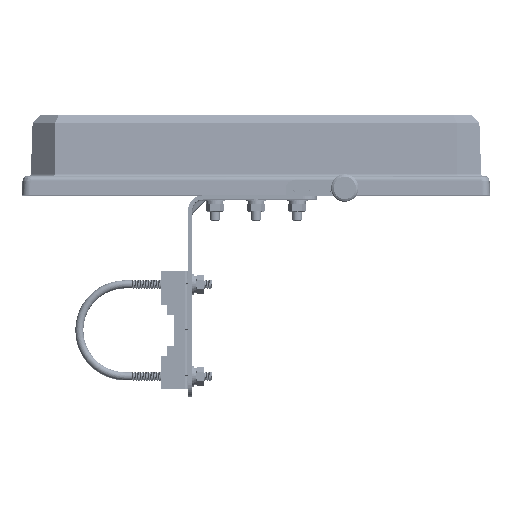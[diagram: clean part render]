
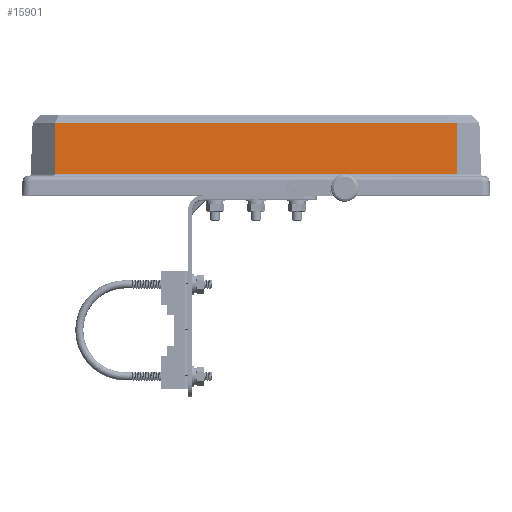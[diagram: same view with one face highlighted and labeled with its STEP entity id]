
A CAD part, top view. The second image highlights one B-rep face of the part: STEP entity #15901.
In plain terms, the highlighted planar face has unit normal (0, 0.035, 0.999).
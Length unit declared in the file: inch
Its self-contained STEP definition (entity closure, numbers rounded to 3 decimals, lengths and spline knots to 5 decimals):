
#6171 = VECTOR ( 'NONE', #48187, 39.37008 ) ;
#8878 = CARTESIAN_POINT ( 'NONE',  ( -4.89563, 1.77177, 3.38301 ) ) ;
#14725 = VERTEX_POINT ( 'NONE', #19082 ) ;
#15901 = ADVANCED_FACE ( 'NONE', ( #24327 ), #51421, .T. ) ;
#17256 = CARTESIAN_POINT ( 'NONE',  ( -4.91388, 0.51044, 3.42706 ) ) ;
#19082 = CARTESIAN_POINT ( 'NONE',  ( 4.91388, 0.51044, 3.42706 ) ) ;
#23182 = ORIENTED_EDGE ( 'NONE', *, *, #47000, .T. ) ;
#24327 = FACE_OUTER_BOUND ( 'NONE', #51401, .T. ) ;
#24772 = CARTESIAN_POINT ( 'NONE',  ( -5.72994, 0., 3.44488 ) ) ;
#26297 = VERTEX_POINT ( 'NONE', #66072 ) ;
#26914 = EDGE_CURVE ( 'NONE', #50145, #14725, #87644, .T. ) ;
#29317 = VECTOR ( 'NONE', #58418, 39.37008 ) ;
#31316 = LINE ( 'NONE', #38852, #29317 ) ;
#31473 = EDGE_CURVE ( 'NONE', #48552, #26297, #31316, .T. ) ;
#32837 = AXIS2_PLACEMENT_3D ( 'NONE', #24772, #78871, #78443 ) ;
#36436 = EDGE_CURVE ( 'NONE', #26297, #14725, #69123, .T. ) ;
#38852 = CARTESIAN_POINT ( 'NONE',  ( -4.89563, 1.77177, 3.38301 ) ) ;
#41442 = LINE ( 'NONE', #86674, #52350 ) ;
#42506 = CARTESIAN_POINT ( 'NONE',  ( 4.89563, 1.77177, 3.38301 ) ) ;
#46365 = DIRECTION ( 'NONE',  ( -0.014, -0.999, 0.035 ) ) ;
#47000 = EDGE_CURVE ( 'NONE', #48552, #50145, #41442, .T. ) ;
#48187 = DIRECTION ( 'NONE',  ( 1., 0., 0. ) ) ;
#48552 = VERTEX_POINT ( 'NONE', #8878 ) ;
#50145 = VERTEX_POINT ( 'NONE', #17256 ) ;
#51347 = VECTOR ( 'NONE', #69565, 39.37008 ) ;
#51401 = EDGE_LOOP ( 'NONE', ( #59918, #56440, #23182, #83800 ) ) ;
#51421 = PLANE ( 'NONE',  #32837 ) ;
#52350 = VECTOR ( 'NONE', #46365, 39.37008 ) ;
#56440 = ORIENTED_EDGE ( 'NONE', *, *, #31473, .F. ) ;
#58418 = DIRECTION ( 'NONE',  ( 1., 0., 0. ) ) ;
#59918 = ORIENTED_EDGE ( 'NONE', *, *, #36436, .F. ) ;
#66072 = CARTESIAN_POINT ( 'NONE',  ( 4.89563, 1.77177, 3.38301 ) ) ;
#67302 = CARTESIAN_POINT ( 'NONE',  ( -4.91388, 0.51044, 3.42706 ) ) ;
#69123 = LINE ( 'NONE', #42506, #51347 ) ;
#69565 = DIRECTION ( 'NONE',  ( 0.014, -0.999, 0.035 ) ) ;
#78443 = DIRECTION ( 'NONE',  ( 1., 0., 0. ) ) ;
#78871 = DIRECTION ( 'NONE',  ( 0., 0.035, 0.999 ) ) ;
#83800 = ORIENTED_EDGE ( 'NONE', *, *, #26914, .T. ) ;
#86674 = CARTESIAN_POINT ( 'NONE',  ( -4.89563, 1.77177, 3.38301 ) ) ;
#87644 = LINE ( 'NONE', #67302, #6171 ) ;
